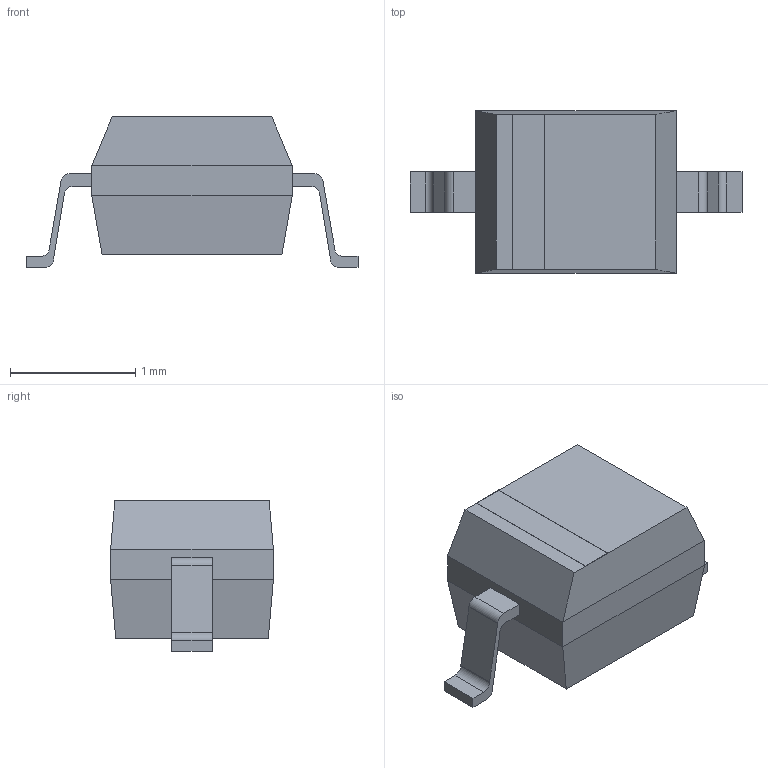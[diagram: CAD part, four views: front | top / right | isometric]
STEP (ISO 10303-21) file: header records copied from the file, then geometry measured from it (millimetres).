
FILE_DESCRIPTION(('STEP AP214'),'1');
FILE_NAME('SOD-323','2023-06-11T07:55:06',(''),(''),'','','');
FILE_SCHEMA(('AUTOMOTIVE_DESIGN'));
Length unit declared in the file: millimetre
Products named in the file (1): SOD-323
Bounding box: 2.65 x 1.3 x 1.2 mm (x, y, z)
Volume: 0 mm3; surface area: 11.9 mm2
Topology: 2 solids, 22 shells, 48 faces, 152 edges, 128 vertices
Faces by surface type: plane 40, cylinder 8
Entity records: 1817 total; most frequent: CARTESIAN_POINT 331, DIRECTION 270, ORIENTED_EDGE 224, VERTEX_POINT 208, EDGE_CURVE 152, LINE 136, VECTOR 136, AXIS2_PLACEMENT_3D 67
